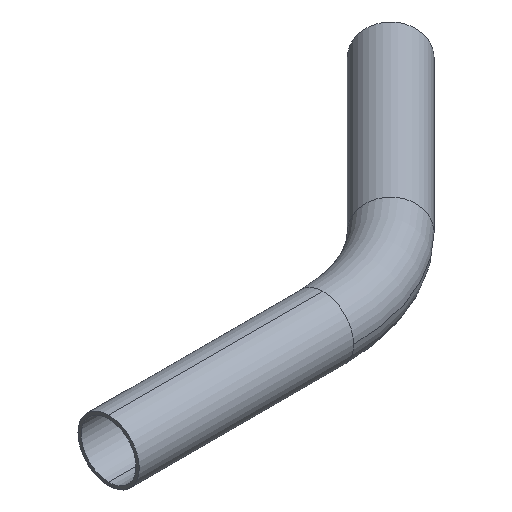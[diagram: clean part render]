
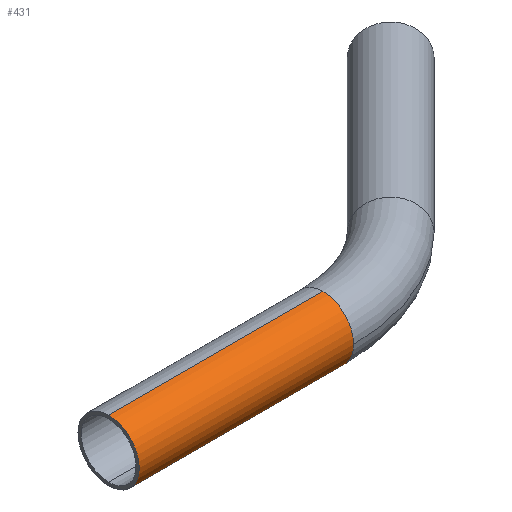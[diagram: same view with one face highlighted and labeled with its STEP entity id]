
A CAD part, isometric view. The second image highlights one B-rep face of the part: STEP entity #431.
In plain terms, the highlighted cylindrical face has radius 57.15 mm (diameter 114.3 mm), a partial arc.
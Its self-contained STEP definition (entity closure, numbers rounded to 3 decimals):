
#12 = LINE ( 'NONE', #383, #282 ) ;
#15 = DIRECTION ( 'NONE',  ( -1., 0., 0. ) ) ;
#24 = EDGE_CURVE ( 'NONE', #322, #71, #355, .T. ) ;
#33 = EDGE_CURVE ( 'NONE', #455, #205, #107, .T. ) ;
#44 = CIRCLE ( 'NONE', #339, 57.15 ) ;
#63 = ORIENTED_EDGE ( 'NONE', *, *, #363, .T. ) ;
#71 = VERTEX_POINT ( 'NONE', #242 ) ;
#74 = CIRCLE ( 'NONE', #199, 57.15 ) ;
#85 = CYLINDRICAL_SURFACE ( 'NONE', #399, 57.15 ) ;
#98 = DIRECTION ( 'NONE',  ( 1., 0., 0. ) ) ;
#102 = CARTESIAN_POINT ( 'NONE',  ( 400., -57.15, 0. ) ) ;
#107 = CIRCLE ( 'NONE', #167, 57.15 ) ;
#116 = VECTOR ( 'NONE', #357, 1000. ) ;
#119 = DIRECTION ( 'NONE',  ( 1., 0., 0. ) ) ;
#124 = CARTESIAN_POINT ( 'NONE',  ( 400., 0., 0. ) ) ;
#133 = EDGE_LOOP ( 'NONE', ( #229, #305, #411, #63, #425 ) ) ;
#167 = AXIS2_PLACEMENT_3D ( 'NONE', #287, #98, #335 ) ;
#175 = DIRECTION ( 'NONE',  ( 1., 0., 0. ) ) ;
#182 = VERTEX_POINT ( 'NONE', #483 ) ;
#186 = EDGE_CURVE ( 'NONE', #205, #322, #74, .T. ) ;
#187 = CARTESIAN_POINT ( 'NONE',  ( 400., 0., -57.15 ) ) ;
#193 = CARTESIAN_POINT ( 'NONE',  ( 400., 0., 57.15 ) ) ;
#199 = AXIS2_PLACEMENT_3D ( 'NONE', #285, #175, #445 ) ;
#205 = VERTEX_POINT ( 'NONE', #102 ) ;
#229 = ORIENTED_EDGE ( 'NONE', *, *, #24, .F. ) ;
#242 = CARTESIAN_POINT ( 'NONE',  ( 0., 0., -57.15 ) ) ;
#278 = FACE_OUTER_BOUND ( 'NONE', #133, .T. ) ;
#282 = VECTOR ( 'NONE', #313, 1000. ) ;
#285 = CARTESIAN_POINT ( 'NONE',  ( 400., 0., 0. ) ) ;
#287 = CARTESIAN_POINT ( 'NONE',  ( 400., 0., 0. ) ) ;
#305 = ORIENTED_EDGE ( 'NONE', *, *, #186, .F. ) ;
#309 = DIRECTION ( 'NONE',  ( 0., 0., 1. ) ) ;
#312 = CARTESIAN_POINT ( 'NONE',  ( 0., 0., 0. ) ) ;
#313 = DIRECTION ( 'NONE',  ( -1., 0., 0. ) ) ;
#322 = VERTEX_POINT ( 'NONE', #187 ) ;
#335 = DIRECTION ( 'NONE',  ( 0., 0., -1. ) ) ;
#339 = AXIS2_PLACEMENT_3D ( 'NONE', #312, #119, #481 ) ;
#355 = LINE ( 'NONE', #359, #116 ) ;
#357 = DIRECTION ( 'NONE',  ( -1., 0., 0. ) ) ;
#359 = CARTESIAN_POINT ( 'NONE',  ( 400., 0., -57.15 ) ) ;
#363 = EDGE_CURVE ( 'NONE', #455, #182, #12, .T. ) ;
#383 = CARTESIAN_POINT ( 'NONE',  ( 400., 0., 57.15 ) ) ;
#399 = AXIS2_PLACEMENT_3D ( 'NONE', #124, #15, #309 ) ;
#411 = ORIENTED_EDGE ( 'NONE', *, *, #33, .F. ) ;
#425 = ORIENTED_EDGE ( 'NONE', *, *, #465, .T. ) ;
#431 = ADVANCED_FACE ( 'NONE', ( #278 ), #85, .T. ) ;
#445 = DIRECTION ( 'NONE',  ( 0., 0., -1. ) ) ;
#455 = VERTEX_POINT ( 'NONE', #193 ) ;
#465 = EDGE_CURVE ( 'NONE', #182, #71, #44, .T. ) ;
#481 = DIRECTION ( 'NONE',  ( 0., 0., -1. ) ) ;
#483 = CARTESIAN_POINT ( 'NONE',  ( 0., 0., 57.15 ) ) ;
